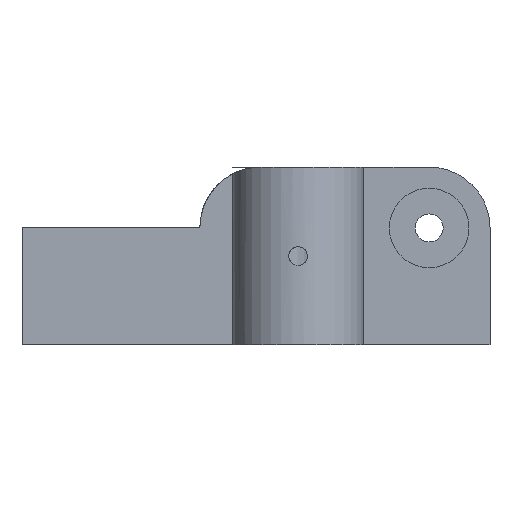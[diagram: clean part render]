
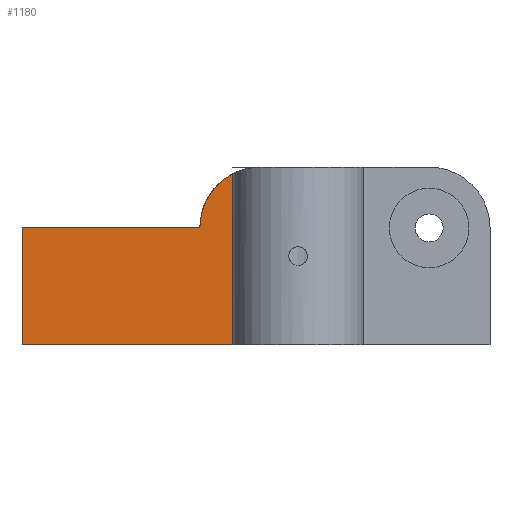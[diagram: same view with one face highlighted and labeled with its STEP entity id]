
A CAD part, left-side view. The second image highlights one B-rep face of the part: STEP entity #1180.
In plain terms, the highlighted planar face has unit normal (-1, 0, 0).
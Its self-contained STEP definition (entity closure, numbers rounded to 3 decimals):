
#41=PLANE('',#1271);
#98=CIRCLE('',#1267,6.5);
#149=FACE_OUTER_BOUND('',#212,.T.);
#212=EDGE_LOOP('',(#882,#883,#884,#885,#886));
#304=LINE('',#2109,#407);
#305=LINE('',#2111,#408);
#306=LINE('',#2113,#409);
#307=LINE('',#2114,#410);
#407=VECTOR('',#1438,10.);
#408=VECTOR('',#1439,10.);
#409=VECTOR('',#1440,10.);
#410=VECTOR('',#1441,10.);
#548=VERTEX_POINT('',#2097);
#549=VERTEX_POINT('',#2099);
#551=VERTEX_POINT('',#2105);
#552=VERTEX_POINT('',#2110);
#553=VERTEX_POINT('',#2112);
#679=EDGE_CURVE('',#549,#548,#98,.T.);
#684=EDGE_CURVE('',#549,#551,#304,.T.);
#685=EDGE_CURVE('',#548,#552,#305,.T.);
#686=EDGE_CURVE('',#552,#553,#306,.T.);
#687=EDGE_CURVE('',#553,#551,#307,.T.);
#882=ORIENTED_EDGE('',*,*,#684,.F.);
#883=ORIENTED_EDGE('',*,*,#679,.T.);
#884=ORIENTED_EDGE('',*,*,#685,.T.);
#885=ORIENTED_EDGE('',*,*,#686,.T.);
#886=ORIENTED_EDGE('',*,*,#687,.T.);
#1180=ADVANCED_FACE('',(#149),#41,.T.);
#1267=AXIS2_PLACEMENT_3D('',#2100,#1426,#1427);
#1271=AXIS2_PLACEMENT_3D('',#2108,#1436,#1437);
#1426=DIRECTION('center_axis',(-1.,0.,0.));
#1427=DIRECTION('ref_axis',(0.,1.,0.));
#1436=DIRECTION('center_axis',(-1.,0.,0.));
#1437=DIRECTION('ref_axis',(0.,0.,1.));
#1438=DIRECTION('',(0.,0.,-1.));
#1439=DIRECTION('',(0.,1.,0.));
#1440=DIRECTION('',(0.,0.,-1.));
#1441=DIRECTION('',(0.,-1.,0.));
#2097=CARTESIAN_POINT('',(-15.5,-21.5,-167.5));
#2099=CARTESIAN_POINT('',(-15.5,-25.018,-161.724));
#2100=CARTESIAN_POINT('Origin',(-15.5,-28.,-167.5));
#2105=CARTESIAN_POINT('',(-15.5,-25.018,-180.));
#2108=CARTESIAN_POINT('Origin',(-15.5,-52.5,-167.5));
#2109=CARTESIAN_POINT('',(-15.5,-25.018,-161.724));
#2110=CARTESIAN_POINT('',(-15.5,-2.5,-167.5));
#2111=CARTESIAN_POINT('',(-15.5,-21.5,-167.5));
#2112=CARTESIAN_POINT('',(-15.5,-2.5,-180.));
#2113=CARTESIAN_POINT('',(-15.5,-2.5,-167.5));
#2114=CARTESIAN_POINT('',(-15.5,-2.5,-180.));
